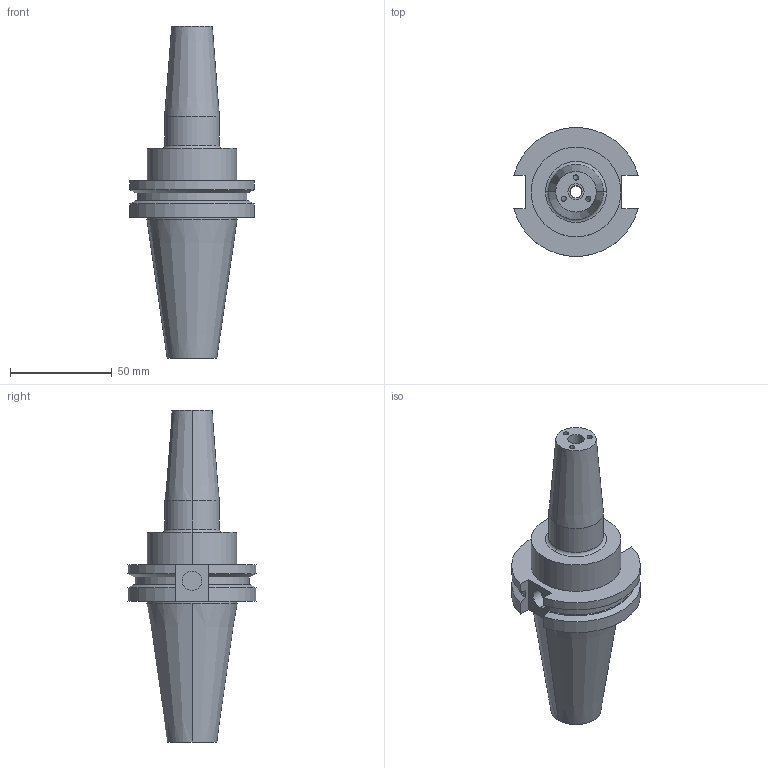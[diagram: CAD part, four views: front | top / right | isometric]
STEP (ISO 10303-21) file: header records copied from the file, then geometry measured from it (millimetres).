
FILE_DESCRIPTION (( 'STEP AP203' ), '1' );
FILE_NAME ('STP-SATE-46.651.55.375B.STEP', '2021-05-26T01:25:53', ( '' ), ( '' ), 'SwSTEP 2.0', 'SolidWorks 2017', '' );
FILE_SCHEMA (( 'CONFIG_CONTROL_DESIGN' ));
Length unit declared in the file: millimetre
Products named in the file (1): STP-SATE-46.651.55.375B
Bounding box: 61.35 x 63.26 x 163.5 mm (x, y, z)
Volume: 156457.2 mm3; surface area: 30027.8 mm2
Topology: 1 solids, 1 shells, 73 faces, 179 edges, 116 vertices
Faces by surface type: cylinder 32, plane 23, cone 10, bspline 6, torus 2
Entity records: 2552 total; most frequent: CARTESIAN_POINT 771, ORIENTED_EDGE 358, DIRECTION 347, EDGE_CURVE 179, AXIS2_PLACEMENT_3D 138, VERTEX_POINT 116, EDGE_LOOP 89, ADVANCED_FACE 73
